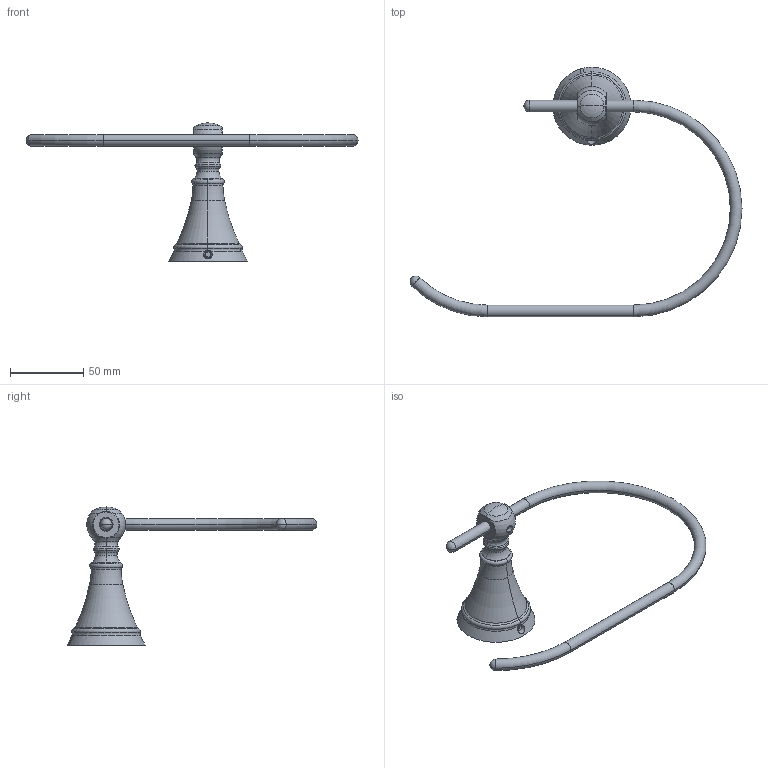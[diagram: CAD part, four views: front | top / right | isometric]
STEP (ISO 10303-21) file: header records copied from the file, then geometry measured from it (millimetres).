
FILE_DESCRIPTION((''),'2;1');
FILE_NAME('80-09_ASM','2015-07-22T',('rsmith'),(''),'PRO/ENGINEER BY PARAMETRIC TECHNOLOGY CORPORATION, 2013150','PRO/ENGINEER BY PARAMETRIC TECHNOLOGY CORPORATION, 2013150','');
FILE_SCHEMA(('CONFIG_CONTROL_DESIGN'));
Length unit declared in the file: millimetre
Products named in the file (8): NCIP-031_5; CCDZ0008; CTST4201; CCKT0030; CTST0224; CCRB0015; CTST0117; 80-09_ASM
Assembly tree (7 placements, depth 2):
  80-09_ASM
    NCIP-031_5
    CCDZ0008
    CTST4201
    CCKT0030
    CTST0224
    CCRB0015
    CTST0117
Bounding box: 226.82 x 170.67 x 94.48 mm (x, y, z)
Volume: 56408.8 mm3; surface area: 33195.6 mm2
Topology: 7 solids, 7 shells, 302 faces, 792 edges, 502 vertices
Faces by surface type: cylinder 94, plane 92, torus 56, cone 40, sphere 10, bspline 10
Entity records: 10662 total; most frequent: CARTESIAN_POINT 2970, DIRECTION 1673, ORIENTED_EDGE 1560, EDGE_CURVE 780, AXIS2_PLACEMENT_3D 686, VERTEX_POINT 502, CIRCLE 379, EDGE_LOOP 326
